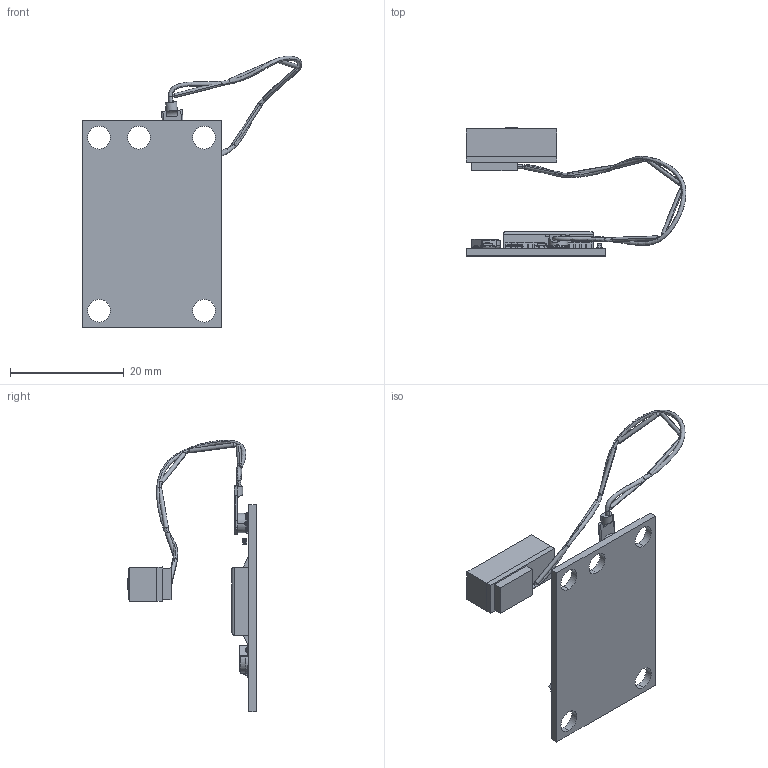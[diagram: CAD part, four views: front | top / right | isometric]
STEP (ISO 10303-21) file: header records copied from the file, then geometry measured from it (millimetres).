
FILE_DESCRIPTION (( 'STEP AP214' ), '1' );
FILE_NAME ('ublox NEO-6M.STEP', '2018-01-15T17:03:55', ( '' ), ( '' ), 'SwSTEP 2.0', 'SolidWorks 2016', '' );
FILE_SCHEMA (( 'AUTOMOTIVE_DESIGN' ));
Length unit declared in the file: millimetre
Products named in the file (13): GPS_res472; GPS_res100; Antenna; cable; Antenna_connector; GPS_connector; GPS_battery; GPS_cap; Rod; GPS_res221; ublox NEO-6M; GPS_pcb; GPS_led
Assembly tree (20 placements, depth 2):
  ublox NEO-6M
    GPS_pcb
    GPS_cap
    GPS_res221  x2
    GPS_res472  x2
    GPS_battery
    GPS_res100
    GPS_led
    GPS_connector
    Antenna_connector
    Antenna
    Rod  x7
    cable
Bounding box: 38.73 x 22.61 x 47.85 mm (x, y, z)
Volume: 2429.8 mm3; surface area: 3363.2 mm2
Topology: 60 solids, 60 shells, 1123 faces, 2839 edges, 1843 vertices
Faces by surface type: plane 810, cylinder 129, bspline 114, torus 38, cone 28, sphere 4
Entity records: 33066 total; most frequent: CARTESIAN_POINT 7701, ORIENTED_EDGE 4082, DIRECTION 3633, EDGE_CURVE 2041, LINE 1531, VECTOR 1531, VERTEX_POINT 1337, AXIS2_PLACEMENT_3D 1051
